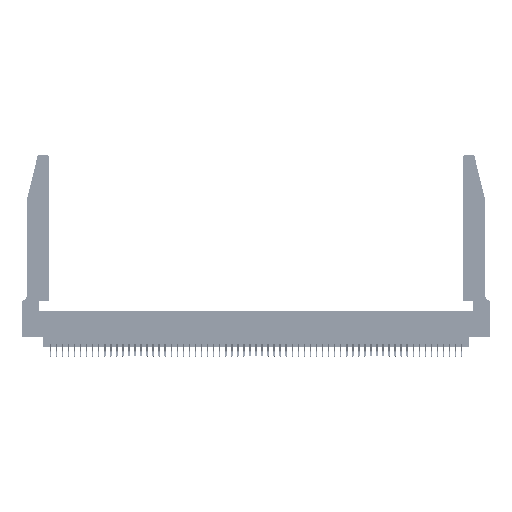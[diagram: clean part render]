
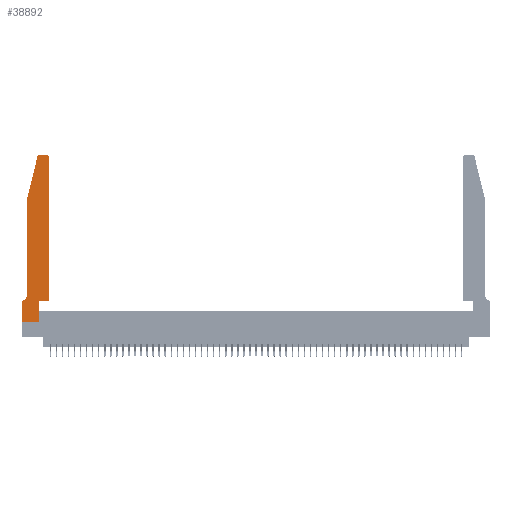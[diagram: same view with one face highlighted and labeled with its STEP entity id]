
A CAD part, top view. The second image highlights one B-rep face of the part: STEP entity #38892.
In plain terms, the highlighted planar face has unit normal (0, 0, 1).
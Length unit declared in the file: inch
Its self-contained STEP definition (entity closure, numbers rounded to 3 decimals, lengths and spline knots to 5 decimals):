
#773 = EDGE_CURVE ( 'NONE', #19974, #30397, #10840, .T. ) ;
#1331 = PLANE ( 'NONE',  #46193 ) ;
#1517 = CARTESIAN_POINT ( 'NONE',  ( 0.0755, 2., 0.37 ) ) ;
#1731 = LINE ( 'NONE', #55204, #46718 ) ;
#1844 = VECTOR ( 'NONE', #12722, 39.37008 ) ;
#2202 = LINE ( 'NONE', #45274, #3524 ) ;
#2771 = EDGE_CURVE ( 'NONE', #14558, #29425, #30051, .T. ) ;
#3524 = VECTOR ( 'NONE', #10428, 39.37008 ) ;
#3535 = CARTESIAN_POINT ( 'NONE',  ( 0.4205, 2.72, 0.37 ) ) ;
#4053 = EDGE_CURVE ( 'NONE', #39584, #32269, #21826, .T. ) ;
#4130 = CARTESIAN_POINT ( 'NONE',  ( 0.4505, 0.35, 0.37 ) ) ;
#4284 = AXIS2_PLACEMENT_3D ( 'NONE', #54979, #33529, #20405 ) ;
#4359 = DIRECTION ( 'NONE',  ( -1., 0., 0. ) ) ;
#6491 = CARTESIAN_POINT ( 'NONE',  ( 0.4505, 0.35, 0.37 ) ) ;
#6625 = CARTESIAN_POINT ( 'NONE',  ( 0.2865, 0.35, 0.37 ) ) ;
#9845 = CARTESIAN_POINT ( 'NONE',  ( 0.4505, 2.72, 0.37 ) ) ;
#10369 = CIRCLE ( 'NONE', #50174, 0.03 ) ;
#10428 = DIRECTION ( 'NONE',  ( 0., 1., 0. ) ) ;
#10437 = VECTOR ( 'NONE', #47309, 39.37008 ) ;
#10840 = LINE ( 'NONE', #12253, #26291 ) ;
#11116 = CARTESIAN_POINT ( 'NONE',  ( 0., 0.35, 0.37 ) ) ;
#11215 = VECTOR ( 'NONE', #35318, 39.37008 ) ;
#12195 = DIRECTION ( 'NONE',  ( 1., 0., 0. ) ) ;
#12253 = CARTESIAN_POINT ( 'NONE',  ( 0.0755, 0.35, 0.37 ) ) ;
#12722 = DIRECTION ( 'NONE',  ( -0.239, -0.971, 0. ) ) ;
#14059 = VERTEX_POINT ( 'NONE', #24028 ) ;
#14169 = ORIENTED_EDGE ( 'NONE', *, *, #30209, .T. ) ;
#14558 = VERTEX_POINT ( 'NONE', #27181 ) ;
#15472 = DIRECTION ( 'NONE',  ( 1., 0., 0. ) ) ;
#15642 = LINE ( 'NONE', #35712, #18334 ) ;
#15887 = LINE ( 'NONE', #35508, #11215 ) ;
#16885 = CIRCLE ( 'NONE', #4284, 0.07 ) ;
#17949 = CARTESIAN_POINT ( 'NONE',  ( 0.284, 2.72, 0.37 ) ) ;
#18334 = VECTOR ( 'NONE', #4359, 39.37008 ) ;
#18511 = CARTESIAN_POINT ( 'NONE',  ( 0.2865, 0., 0.37 ) ) ;
#19063 = CARTESIAN_POINT ( 'NONE',  ( 0.284, 2.75, 0.37 ) ) ;
#19974 = VERTEX_POINT ( 'NONE', #21115 ) ;
#20405 = DIRECTION ( 'NONE',  ( -1., 0., 0. ) ) ;
#21115 = CARTESIAN_POINT ( 'NONE',  ( 0.0055, 0.35, 0.37 ) ) ;
#21691 = VECTOR ( 'NONE', #33027, 39.37008 ) ;
#21826 = LINE ( 'NONE', #4130, #10437 ) ;
#22413 = EDGE_CURVE ( 'NONE', #34081, #54483, #2202, .T. ) ;
#24028 = CARTESIAN_POINT ( 'NONE',  ( 0.0755, 0.42, 0.37 ) ) ;
#24331 = ORIENTED_EDGE ( 'NONE', *, *, #2771, .T. ) ;
#25333 = DIRECTION ( 'NONE',  ( 0., 0., 1. ) ) ;
#26291 = VECTOR ( 'NONE', #37598, 39.37008 ) ;
#26781 = DIRECTION ( 'NONE',  ( 0., 0., 1. ) ) ;
#27181 = CARTESIAN_POINT ( 'NONE',  ( 0.25487, 2.72718, 0.37 ) ) ;
#29067 = LINE ( 'NONE', #1517, #21691 ) ;
#29425 = VERTEX_POINT ( 'NONE', #44467 ) ;
#30051 = LINE ( 'NONE', #46284, #1844 ) ;
#30209 = EDGE_CURVE ( 'NONE', #49043, #34081, #15887, .T. ) ;
#30397 = VERTEX_POINT ( 'NONE', #11116 ) ;
#30566 = EDGE_CURVE ( 'NONE', #30397, #49043, #1731, .T. ) ;
#31073 = DIRECTION ( 'NONE',  ( 1., 0., 0. ) ) ;
#32122 = DIRECTION ( 'NONE',  ( 1., 0., 0. ) ) ;
#32269 = VERTEX_POINT ( 'NONE', #9845 ) ;
#32376 = VECTOR ( 'NONE', #15472, 39.37008 ) ;
#32549 = ORIENTED_EDGE ( 'NONE', *, *, #46668, .T. ) ;
#32863 = ORIENTED_EDGE ( 'NONE', *, *, #773, .T. ) ;
#33027 = DIRECTION ( 'NONE',  ( 0., -1., 0. ) ) ;
#33529 = DIRECTION ( 'NONE',  ( 0., 0., -1. ) ) ;
#33672 = ORIENTED_EDGE ( 'NONE', *, *, #22413, .T. ) ;
#34081 = VERTEX_POINT ( 'NONE', #18511 ) ;
#35087 = ORIENTED_EDGE ( 'NONE', *, *, #46048, .T. ) ;
#35318 = DIRECTION ( 'NONE',  ( 1., 0., 0. ) ) ;
#35508 = CARTESIAN_POINT ( 'NONE',  ( 0., 0., 0.37 ) ) ;
#35712 = CARTESIAN_POINT ( 'NONE',  ( 0.2605, 2.75, 0.37 ) ) ;
#36223 = ORIENTED_EDGE ( 'NONE', *, *, #37064, .T. ) ;
#36967 = EDGE_CURVE ( 'NONE', #29425, #14059, #29067, .T. ) ;
#37064 = EDGE_CURVE ( 'NONE', #32269, #49952, #10369, .T. ) ;
#37142 = ORIENTED_EDGE ( 'NONE', *, *, #41482, .T. ) ;
#37598 = DIRECTION ( 'NONE',  ( -1., 0., 0. ) ) ;
#37733 = DIRECTION ( 'NONE',  ( 0., -1., 0. ) ) ;
#38069 = CARTESIAN_POINT ( 'NONE',  ( 0.4505, 0.35, 0.37 ) ) ;
#38196 = EDGE_CURVE ( 'NONE', #54483, #39584, #51157, .T. ) ;
#38204 = VERTEX_POINT ( 'NONE', #19063 ) ;
#38790 = CIRCLE ( 'NONE', #50100, 0.03 ) ;
#38892 = ADVANCED_FACE ( 'NONE', ( #54486 ), #1331, .T. ) ;
#39584 = VERTEX_POINT ( 'NONE', #38069 ) ;
#39755 = ORIENTED_EDGE ( 'NONE', *, *, #36967, .T. ) ;
#39969 = CARTESIAN_POINT ( 'NONE',  ( 0., 0., 0.37 ) ) ;
#41051 = ORIENTED_EDGE ( 'NONE', *, *, #38196, .T. ) ;
#41482 = EDGE_CURVE ( 'NONE', #14059, #19974, #16885, .T. ) ;
#43880 = CARTESIAN_POINT ( 'NONE',  ( 0.4205, 2.75, 0.37 ) ) ;
#44467 = CARTESIAN_POINT ( 'NONE',  ( 0.0755, 2., 0.37 ) ) ;
#45274 = CARTESIAN_POINT ( 'NONE',  ( 0.2865, 0.35, 0.37 ) ) ;
#46048 = EDGE_CURVE ( 'NONE', #38204, #14558, #38790, .T. ) ;
#46193 = AXIS2_PLACEMENT_3D ( 'NONE', #49198, #53560, #32122 ) ;
#46284 = CARTESIAN_POINT ( 'NONE',  ( 0.0755, 2., 0.37 ) ) ;
#46668 = EDGE_CURVE ( 'NONE', #49952, #38204, #15642, .T. ) ;
#46718 = VECTOR ( 'NONE', #37733, 39.37008 ) ;
#47309 = DIRECTION ( 'NONE',  ( 0., 1., 0. ) ) ;
#49043 = VERTEX_POINT ( 'NONE', #39969 ) ;
#49088 = EDGE_LOOP ( 'NONE', ( #32549, #35087, #24331, #39755, #37142, #32863, #55147, #14169, #33672, #41051, #54233, #36223 ) ) ;
#49198 = CARTESIAN_POINT ( 'NONE',  ( 0., 0.35, 0.37 ) ) ;
#49952 = VERTEX_POINT ( 'NONE', #43880 ) ;
#50100 = AXIS2_PLACEMENT_3D ( 'NONE', #17949, #26781, #31073 ) ;
#50174 = AXIS2_PLACEMENT_3D ( 'NONE', #3535, #25333, #12195 ) ;
#51157 = LINE ( 'NONE', #6491, #32376 ) ;
#53560 = DIRECTION ( 'NONE',  ( 0., 0., 1. ) ) ;
#54233 = ORIENTED_EDGE ( 'NONE', *, *, #4053, .T. ) ;
#54483 = VERTEX_POINT ( 'NONE', #6625 ) ;
#54486 = FACE_OUTER_BOUND ( 'NONE', #49088, .T. ) ;
#54979 = CARTESIAN_POINT ( 'NONE',  ( 0.0055, 0.42, 0.37 ) ) ;
#55147 = ORIENTED_EDGE ( 'NONE', *, *, #30566, .T. ) ;
#55204 = CARTESIAN_POINT ( 'NONE',  ( 0., 0., 0.37 ) ) ;
